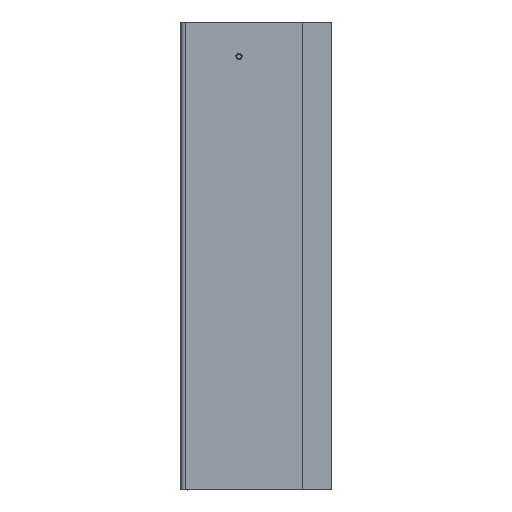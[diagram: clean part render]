
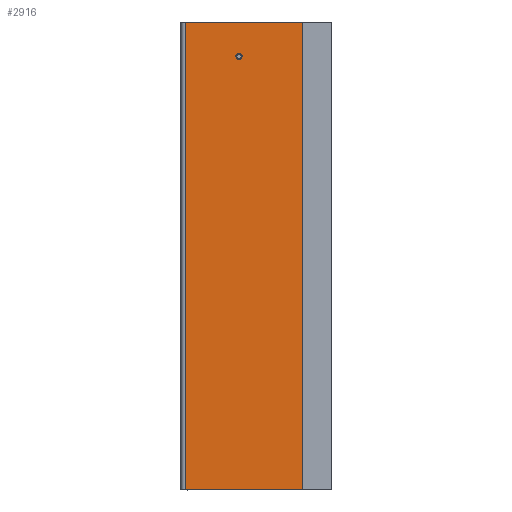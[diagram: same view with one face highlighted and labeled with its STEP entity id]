
A CAD part, left-side view. The second image highlights one B-rep face of the part: STEP entity #2916.
In plain terms, the highlighted planar face has unit normal (-1, 0, 0).
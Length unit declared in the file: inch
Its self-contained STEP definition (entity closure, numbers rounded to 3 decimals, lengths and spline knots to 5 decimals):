
#114 = EDGE_CURVE ( 'NONE', #22711, #4807, #2364, .T. ) ;
#400 = EDGE_LOOP ( 'NONE', ( #1518, #16546 ) ) ;
#1009 = CARTESIAN_POINT ( 'NONE',  ( -1.1875, 0.691, 3. ) ) ;
#1100 = CARTESIAN_POINT ( 'NONE',  ( -1.1875, 0., 2.5585 ) ) ;
#1242 = AXIS2_PLACEMENT_3D ( 'NONE', #1100, #22327, #15694 ) ;
#1431 = EDGE_LOOP ( 'NONE', ( #10904, #5042, #4467, #9618 ) ) ;
#1446 = FACE_BOUND ( 'NONE', #400, .T. ) ;
#1518 = ORIENTED_EDGE ( 'NONE', *, *, #114, .F. ) ;
#2364 = CIRCLE ( 'NONE', #1242, 0.0395 ) ;
#2713 = VECTOR ( 'NONE', #18361, 39.37008 ) ;
#2916 = ADVANCED_FACE ( 'NONE', ( #1446, #16993 ), #8339, .F. ) ;
#3631 = DIRECTION ( 'NONE',  ( 0., 1., 0. ) ) ;
#4160 = VECTOR ( 'NONE', #4431, 39.37008 ) ;
#4221 = VERTEX_POINT ( 'NONE', #19938 ) ;
#4431 = DIRECTION ( 'NONE',  ( 0., 0., -1. ) ) ;
#4467 = ORIENTED_EDGE ( 'NONE', *, *, #19071, .F. ) ;
#4807 = VERTEX_POINT ( 'NONE', #10457 ) ;
#4891 = DIRECTION ( 'NONE',  ( -1., 0., 0. ) ) ;
#5042 = ORIENTED_EDGE ( 'NONE', *, *, #9598, .T. ) ;
#5440 = CARTESIAN_POINT ( 'NONE',  ( -1.1875, -0.812, -3. ) ) ;
#5986 = LINE ( 'NONE', #15172, #2713 ) ;
#7901 = EDGE_CURVE ( 'NONE', #4807, #22711, #10393, .T. ) ;
#8339 = PLANE ( 'NONE',  #16563 ) ;
#8445 = EDGE_CURVE ( 'NONE', #21311, #8685, #12429, .T. ) ;
#8685 = VERTEX_POINT ( 'NONE', #1009 ) ;
#9598 = EDGE_CURVE ( 'NONE', #8685, #4221, #14713, .T. ) ;
#9618 = ORIENTED_EDGE ( 'NONE', *, *, #10343, .T. ) ;
#10144 = CARTESIAN_POINT ( 'NONE',  ( -1.1875, 0., -3. ) ) ;
#10260 = DIRECTION ( 'NONE',  ( 0., 1., 0. ) ) ;
#10343 = EDGE_CURVE ( 'NONE', #22948, #21311, #5986, .T. ) ;
#10393 = CIRCLE ( 'NONE', #11862, 0.0395 ) ;
#10457 = CARTESIAN_POINT ( 'NONE',  ( -1.1875, 0., 2.598 ) ) ;
#10904 = ORIENTED_EDGE ( 'NONE', *, *, #8445, .T. ) ;
#11862 = AXIS2_PLACEMENT_3D ( 'NONE', #18912, #4891, #18802 ) ;
#12271 = CARTESIAN_POINT ( 'NONE',  ( -1.1875, 0., -3. ) ) ;
#12429 = LINE ( 'NONE', #14237, #18174 ) ;
#12729 = DIRECTION ( 'NONE',  ( 1., 0., 0. ) ) ;
#14237 = CARTESIAN_POINT ( 'NONE',  ( -1.1875, 0., 3. ) ) ;
#14713 = LINE ( 'NONE', #20432, #4160 ) ;
#15172 = CARTESIAN_POINT ( 'NONE',  ( -1.1875, -0.812, -3.58943 ) ) ;
#15429 = LINE ( 'NONE', #10144, #20881 ) ;
#15694 = DIRECTION ( 'NONE',  ( 0., 1., 0. ) ) ;
#16546 = ORIENTED_EDGE ( 'NONE', *, *, #7901, .F. ) ;
#16563 = AXIS2_PLACEMENT_3D ( 'NONE', #12271, #12729, #3631 ) ;
#16993 = FACE_OUTER_BOUND ( 'NONE', #1431, .T. ) ;
#17271 = DIRECTION ( 'NONE',  ( 0., 1., 0. ) ) ;
#17613 = CARTESIAN_POINT ( 'NONE',  ( -1.1875, 0., 2.519 ) ) ;
#18174 = VECTOR ( 'NONE', #17271, 39.37008 ) ;
#18361 = DIRECTION ( 'NONE',  ( 0., 0., 1. ) ) ;
#18802 = DIRECTION ( 'NONE',  ( 0., 1., 0. ) ) ;
#18912 = CARTESIAN_POINT ( 'NONE',  ( -1.1875, 0., 2.5585 ) ) ;
#19071 = EDGE_CURVE ( 'NONE', #22948, #4221, #15429, .T. ) ;
#19938 = CARTESIAN_POINT ( 'NONE',  ( -1.1875, 0.691, -3. ) ) ;
#20432 = CARTESIAN_POINT ( 'NONE',  ( -1.1875, 0.691, -3. ) ) ;
#20881 = VECTOR ( 'NONE', #10260, 39.37008 ) ;
#21311 = VERTEX_POINT ( 'NONE', #22534 ) ;
#22327 = DIRECTION ( 'NONE',  ( -1., 0., 0. ) ) ;
#22534 = CARTESIAN_POINT ( 'NONE',  ( -1.1875, -0.812, 3. ) ) ;
#22711 = VERTEX_POINT ( 'NONE', #17613 ) ;
#22948 = VERTEX_POINT ( 'NONE', #5440 ) ;
